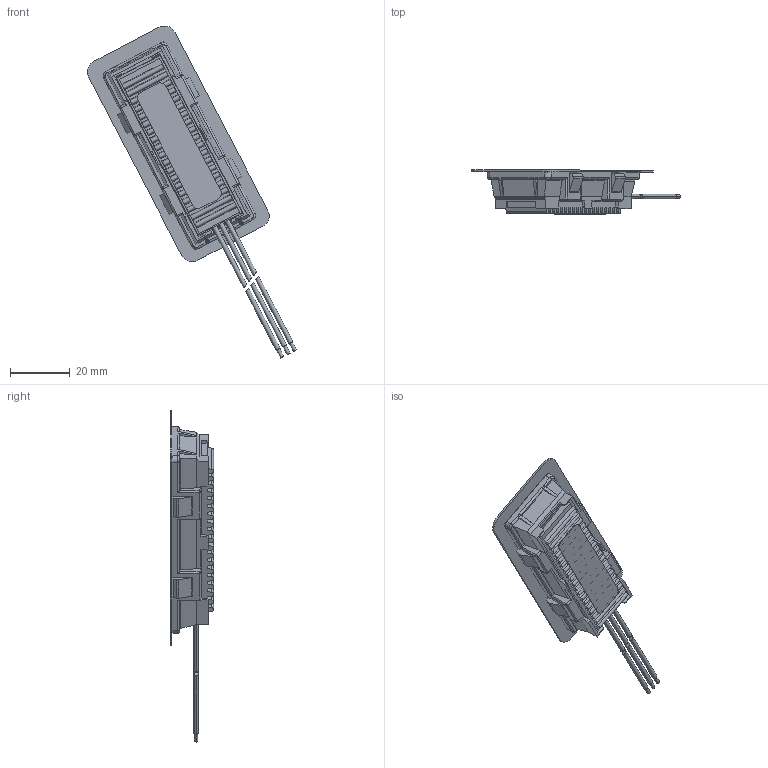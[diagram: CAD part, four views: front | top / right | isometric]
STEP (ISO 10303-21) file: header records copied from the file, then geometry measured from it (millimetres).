
FILE_DESCRIPTION(('Creo Elements/Direct Modeling STEP Export'),'2;1');
FILE_NAME('REVO_TW_12V.stp','2019-02-20T14:59:38',(''),(''),'Creo Elements/Direct Modeling STEP processor for AP214 (Solid Model)','Creo Elements/Direct Modeling 20.0B 07-Aug-2017 (C) Parametric Technology GmbH','');
FILE_SCHEMA(('AUTOMOTIVE_DESIGN { 1 0 10303 214 1 1 1 1 }'));
Length unit declared in the file: millimetre
Products named in the file (19): DIFFUSER_PRT.PRT; DIFFUSER_STP.ASM; COMPONENTS_1-339440_PRT_PRT_PRT.PRT; COMPONENTS_1-339770_ASM_ASM_ASM.ASM; COMPONENTS_1_1-193770_PRT_PRT_P.PRT; COMPONENTS_1_1-194120_ASM_ASM_A.ASM; COMPONENTS_1_1_1-191570_PRT_PRT.PRT; COMPONENTS_1_1_1-191920_ASM_ASM.ASM; COMPONENTS_1_1_2-189370_PRT_PRT.PRT; COMPONENTS_1_1_2-189720_ASM_ASM.ASM; DISSIPATORE-187130_PRT_2_PRT_PR.PRT; DISSIPATORE-187130_PRT_1_PRT_PR.PRT; DISSIPATORE-187130_PRT_ASM_ASM.ASM; DISSIPATORE-187520_ASM_ASM_ASM.ASM; TAPE_1-2050_ASM_ASM_ASM.ASM; TAPE-4110_ASM_ASM_ASM.ASM; CASING_PRT.PRT; 1-CORNICE_RETT-33760.PRT; REVO_TW
Assembly tree (18 placements, depth 4):
  REVO_TW
    1-CORNICE_RETT-33760.PRT
    CASING_PRT.PRT
    TAPE-4110_ASM_ASM_ASM.ASM
    TAPE_1-2050_ASM_ASM_ASM.ASM
    DISSIPATORE-187520_ASM_ASM_ASM.ASM
      DISSIPATORE-187130_PRT_ASM_ASM.ASM
        DISSIPATORE-187130_PRT_1_PRT_PR.PRT
        DISSIPATORE-187130_PRT_2_PRT_PR.PRT
    COMPONENTS_1_1_2-189720_ASM_ASM.ASM
      COMPONENTS_1_1_2-189370_PRT_PRT.PRT
    COMPONENTS_1_1_1-191920_ASM_ASM.ASM
      COMPONENTS_1_1_1-191570_PRT_PRT.PRT
    COMPONENTS_1_1-194120_ASM_ASM_A.ASM
      COMPONENTS_1_1-193770_PRT_PRT_P.PRT
    COMPONENTS_1-339770_ASM_ASM_ASM.ASM
      COMPONENTS_1-339440_PRT_PRT_PRT.PRT
    DIFFUSER_STP.ASM
      DIFFUSER_PRT.PRT
Bounding box: 69.85 x 14.65 x 110.94 mm (x, y, z)
Volume: 11472.3 mm3; surface area: 17449.3 mm2
Topology: 7 solids, 7 shells, 829 faces, 2235 edges, 1423 vertices
Faces by surface type: plane 574, cylinder 189, torus 20, sphere 17, extrusion 13, bspline 12, cone 4
Entity records: 31009 total; most frequent: CARTESIAN_POINT 6760, ORIENTED_EDGE 4416, DIRECTION 4117, EDGE_CURVE 2208, VECTOR 1765, LINE 1752, VERTEX_POINT 1423, AXIS2_PLACEMENT_3D 1176
